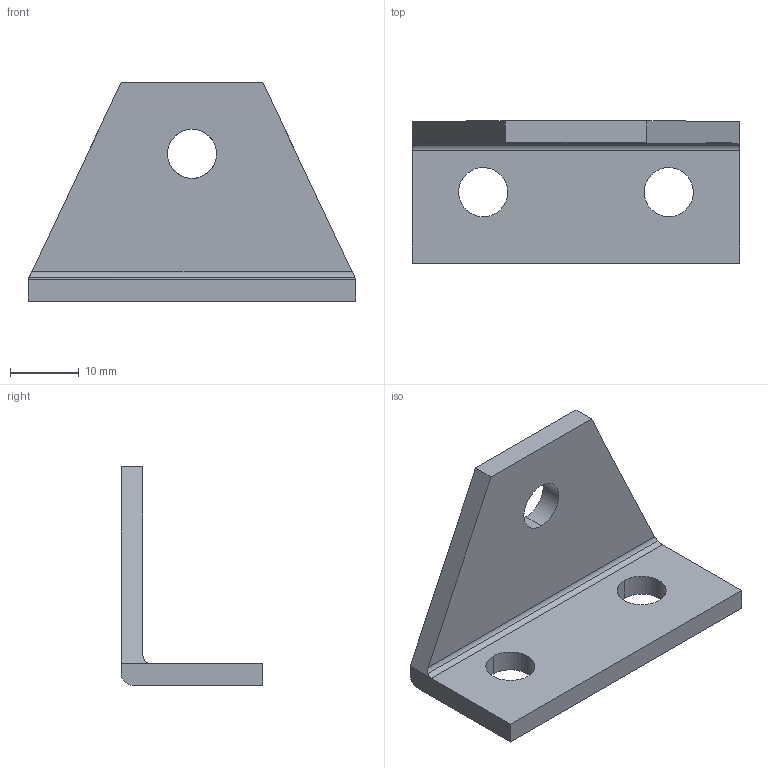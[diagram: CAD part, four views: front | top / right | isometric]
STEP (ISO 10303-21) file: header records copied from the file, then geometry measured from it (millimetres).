
FILE_DESCRIPTION(('TurboCAD Mac Pro'),'Build 980');
FILE_NAME('P6357.stp',' ',(''),(''),'ACIS Interop','IMSI','TurboCAD Mac Pro BY IMSI, INCORPORATED');
FILE_SCHEMA(('automotive_design'));
Length unit declared in the file: inch
Products named in the file (1): 1
Bounding box: 47.62 x 20.64 x 31.75 mm (x, y, z)
Volume: 5820 mm3; surface area: 4379.8 mm2
Topology: 1 solids, 1 shells, 26 faces, 72 edges, 48 vertices
Faces by surface type: bspline 12, plane 10, cylinder 4
Entity records: 1140 total; most frequent: CARTESIAN_POINT 303, ORIENTED_EDGE 144, DIRECTION 86, EDGE_CURVE 72, VERTEX_POINT 48, LINE 40, VECTOR 40, EDGE_LOOP 32
